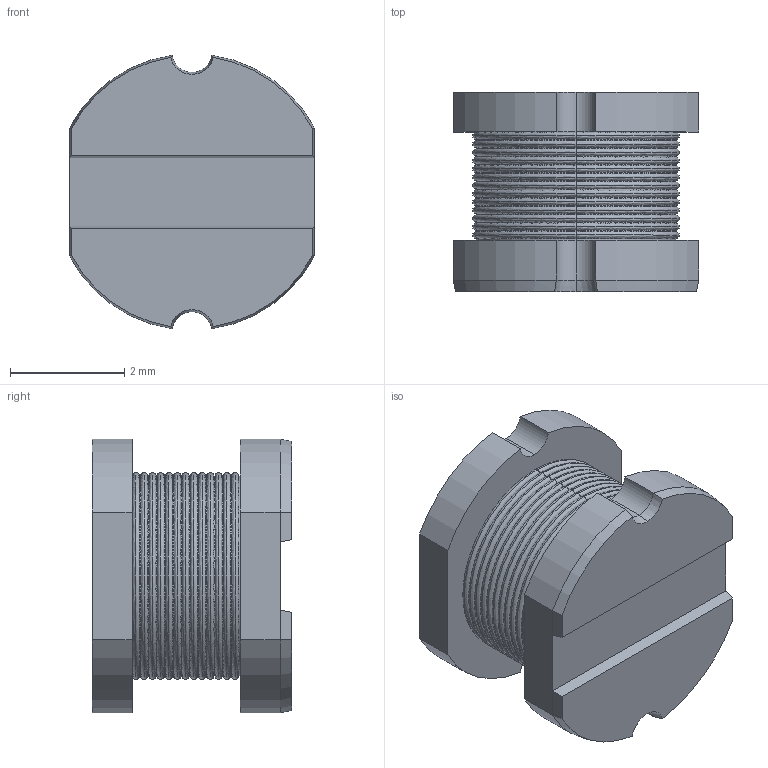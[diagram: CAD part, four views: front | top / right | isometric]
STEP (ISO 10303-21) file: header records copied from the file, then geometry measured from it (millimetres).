
FILE_DESCRIPTION (( 'STEP AP214' ), '1' );
FILE_NAME ('EA6A3BFA-0438-4323-BA4F-A587BC07B9FD.STEP', '2024-09-30T04:52:53', ( '' ), ( '' ), 'SwSTEP 2.0', 'SolidWorks 2022', '' );
FILE_SCHEMA (( 'AUTOMOTIVE_DESIGN' ));
Length unit declared in the file: millimetre
Products named in the file (1): EA6A3BFA-0438-4323-BA4F-A587BC07B9FD
Bounding box: 4.3 x 3.5 x 4.8 mm (x, y, z)
Volume: 46.7 mm3; surface area: 216.2 mm2
Topology: 18 solids, 18 shells, 95 faces, 203 edges, 118 vertices
Faces by surface type: bspline 52, plane 20, cylinder 16, cone 7
Entity records: 4455 total; most frequent: CARTESIAN_POINT 1221, DIRECTION 433, ORIENTED_EDGE 406, EDGE_CURVE 203, AXIS2_PLACEMENT_3D 194, CIRCLE 150, VERTEX_POINT 118, UNCERTAINTY_MEASURE_WITH_UNIT 115
